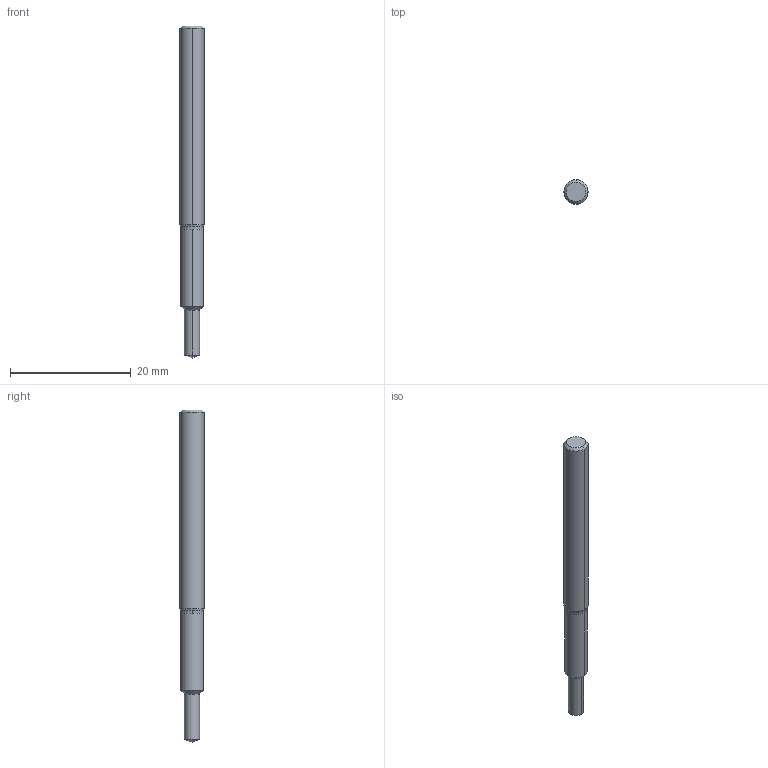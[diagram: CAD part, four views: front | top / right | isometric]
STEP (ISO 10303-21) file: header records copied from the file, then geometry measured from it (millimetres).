
FILE_DESCRIPTION(('STEP AP214'),'1');
FILE_NAME('607894425-000-01-E43.stp','2024-08-06T13:27:10',(' '),(' '),'Spatial InterOp 3D',' ',' ');
FILE_SCHEMA(('AUTOMOTIVE_DESIGN { 1 0 10303 214 1 1 1 1 }'));
Length unit declared in the file: millimetre
Products named in the file (1): 1
Bounding box: 4 x 4 x 55 mm (x, y, z)
Volume: 604.9 mm3; surface area: 677.5 mm2
Topology: 2 solids, 2 shells, 21 faces, 60 edges, 42 vertices
Faces by surface type: cone 10, cylinder 6, plane 3, torus 2
Entity records: 868 total; most frequent: DIRECTION 135, CARTESIAN_POINT 110, ORIENTED_EDGE 84, AXIS2_PLACEMENT_3D 54, EDGE_CURVE 42, LINE 31, VECTOR 31, CIRCLE 27
